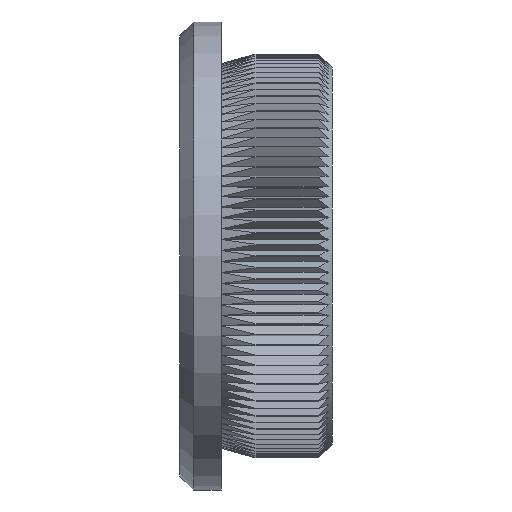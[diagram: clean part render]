
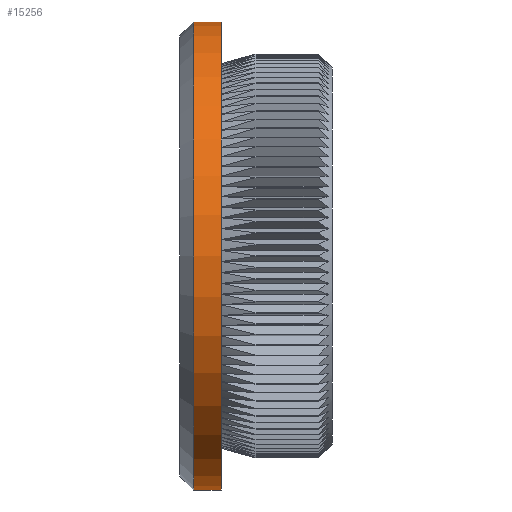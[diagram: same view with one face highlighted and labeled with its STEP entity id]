
A CAD part, left-side view. The second image highlights one B-rep face of the part: STEP entity #15256.
In plain terms, the highlighted cylindrical face has radius 16.85 mm (diameter 33.7 mm), a partial arc.
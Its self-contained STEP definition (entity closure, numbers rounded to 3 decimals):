
#350 = CIRCLE ( 'NONE', #11211, 16.85 ) ;
#1046 = EDGE_CURVE ( 'NONE', #27016, #9384, #13181, .T. ) ;
#2990 = CIRCLE ( 'NONE', #8891, 16.85 ) ;
#3389 = DIRECTION ( 'NONE',  ( 0., -1., 0. ) ) ;
#3512 = CARTESIAN_POINT ( 'NONE',  ( 0., 8., -16.85 ) ) ;
#5123 = ORIENTED_EDGE ( 'NONE', *, *, #20903, .F. ) ;
#5829 = EDGE_CURVE ( 'NONE', #11854, #7492, #6312, .T. ) ;
#6312 = LINE ( 'NONE', #8011, #13728 ) ;
#7492 = VERTEX_POINT ( 'NONE', #3512 ) ;
#8011 = CARTESIAN_POINT ( 'NONE',  ( 0., 0., -16.85 ) ) ;
#8052 = CARTESIAN_POINT ( 'NONE',  ( 0., 0., 16.85 ) ) ;
#8673 = DIRECTION ( 'NONE',  ( 0., -1., 0. ) ) ;
#8891 = AXIS2_PLACEMENT_3D ( 'NONE', #10430, #8673, #10631 ) ;
#9384 = VERTEX_POINT ( 'NONE', #15612 ) ;
#9587 = DIRECTION ( 'NONE',  ( 0., 0., 1. ) ) ;
#10266 = CYLINDRICAL_SURFACE ( 'NONE', #13638, 16.85 ) ;
#10430 = CARTESIAN_POINT ( 'NONE',  ( 0., 8., 0. ) ) ;
#10631 = DIRECTION ( 'NONE',  ( 0., 0., -1. ) ) ;
#11211 = AXIS2_PLACEMENT_3D ( 'NONE', #26813, #3389, #9587 ) ;
#11750 = DIRECTION ( 'NONE',  ( 0., -1., 0. ) ) ;
#11854 = VERTEX_POINT ( 'NONE', #20600 ) ;
#13181 = LINE ( 'NONE', #8052, #27241 ) ;
#13395 = ORIENTED_EDGE ( 'NONE', *, *, #1046, .F. ) ;
#13638 = AXIS2_PLACEMENT_3D ( 'NONE', #16927, #14488, #18753 ) ;
#13728 = VECTOR ( 'NONE', #11750, 1000. ) ;
#14479 = EDGE_LOOP ( 'NONE', ( #13395, #14843, #20442, #5123 ) ) ;
#14488 = DIRECTION ( 'NONE',  ( 0., -1., 0. ) ) ;
#14843 = ORIENTED_EDGE ( 'NONE', *, *, #21763, .T. ) ;
#15256 = ADVANCED_FACE ( 'NONE', ( #26695 ), #10266, .T. ) ;
#15612 = CARTESIAN_POINT ( 'NONE',  ( 0., 8., 16.85 ) ) ;
#16927 = CARTESIAN_POINT ( 'NONE',  ( 0., 0., 0. ) ) ;
#18192 = CARTESIAN_POINT ( 'NONE',  ( 0., 10., 16.85 ) ) ;
#18753 = DIRECTION ( 'NONE',  ( 0., 0., -1. ) ) ;
#20442 = ORIENTED_EDGE ( 'NONE', *, *, #5829, .T. ) ;
#20600 = CARTESIAN_POINT ( 'NONE',  ( 0., 10., -16.85 ) ) ;
#20903 = EDGE_CURVE ( 'NONE', #9384, #7492, #2990, .T. ) ;
#21763 = EDGE_CURVE ( 'NONE', #27016, #11854, #350, .T. ) ;
#23163 = DIRECTION ( 'NONE',  ( 0., -1., 0. ) ) ;
#26695 = FACE_OUTER_BOUND ( 'NONE', #14479, .T. ) ;
#26813 = CARTESIAN_POINT ( 'NONE',  ( 0., 10., 0. ) ) ;
#27016 = VERTEX_POINT ( 'NONE', #18192 ) ;
#27241 = VECTOR ( 'NONE', #23163, 1000. ) ;
